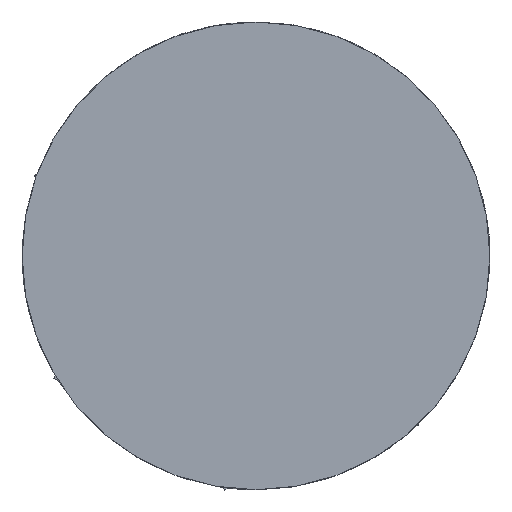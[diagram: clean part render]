
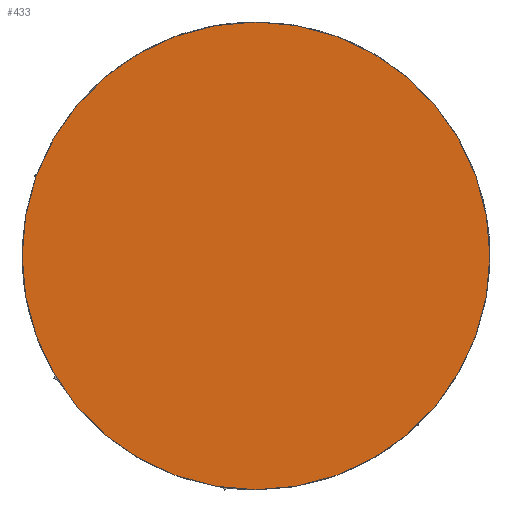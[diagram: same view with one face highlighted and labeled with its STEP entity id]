
A CAD part, front view. The second image highlights one B-rep face of the part: STEP entity #433.
In plain terms, the highlighted planar face has unit normal (0, -1, 0).
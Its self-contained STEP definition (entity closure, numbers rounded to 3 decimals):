
#4 = CARTESIAN_POINT ( 'NONE',  ( 0., -2., 0. ) ) ;
#50 = DIRECTION ( 'NONE',  ( 0., -1., 0. ) ) ;
#61 = PLANE ( 'NONE',  #380 ) ;
#171 = DIRECTION ( 'NONE',  ( 0., -1., 0. ) ) ;
#268 = CIRCLE ( 'NONE', #801, 150. ) ;
#275 = CIRCLE ( 'NONE', #1580, 150. ) ;
#380 = AXIS2_PLACEMENT_3D ( 'NONE', #820, #50, #620 ) ;
#397 = ORIENTED_EDGE ( 'NONE', *, *, #1026, .T. ) ;
#433 = ADVANCED_FACE ( 'NONE', ( #1336 ), #61, .T. ) ;
#486 = CARTESIAN_POINT ( 'NONE',  ( 0., -2., -150. ) ) ;
#493 = CARTESIAN_POINT ( 'NONE',  ( 0., -2., 150. ) ) ;
#523 = EDGE_CURVE ( 'NONE', #2388, #1600, #275, .T. ) ;
#590 = ORIENTED_EDGE ( 'NONE', *, *, #523, .T. ) ;
#620 = DIRECTION ( 'NONE',  ( 0., 0., -1. ) ) ;
#801 = AXIS2_PLACEMENT_3D ( 'NONE', #852, #1594, #863 ) ;
#820 = CARTESIAN_POINT ( 'NONE',  ( 0., -2., 0. ) ) ;
#852 = CARTESIAN_POINT ( 'NONE',  ( 0., -2., 0. ) ) ;
#863 = DIRECTION ( 'NONE',  ( 0., 0., -1. ) ) ;
#1026 = EDGE_CURVE ( 'NONE', #1600, #2388, #268, .T. ) ;
#1336 = FACE_OUTER_BOUND ( 'NONE', #2217, .T. ) ;
#1580 = AXIS2_PLACEMENT_3D ( 'NONE', #4, #171, #2376 ) ;
#1594 = DIRECTION ( 'NONE',  ( 0., -1., 0. ) ) ;
#1600 = VERTEX_POINT ( 'NONE', #493 ) ;
#2217 = EDGE_LOOP ( 'NONE', ( #590, #397 ) ) ;
#2376 = DIRECTION ( 'NONE',  ( 0., 0., -1. ) ) ;
#2388 = VERTEX_POINT ( 'NONE', #486 ) ;
